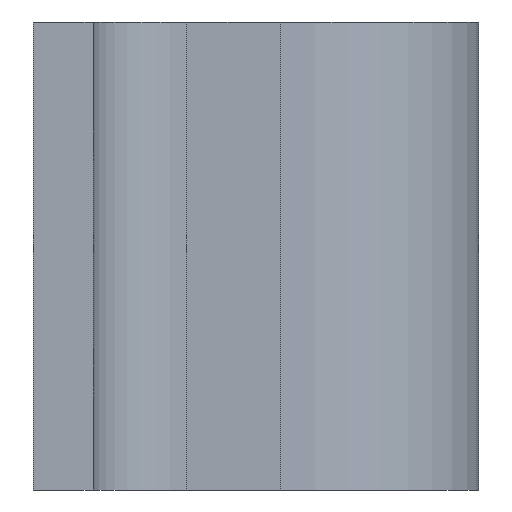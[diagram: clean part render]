
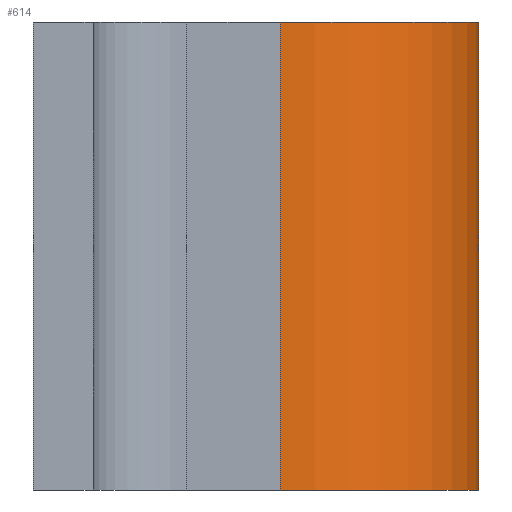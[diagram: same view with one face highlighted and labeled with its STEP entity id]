
A CAD part, left-side view. The second image highlights one B-rep face of the part: STEP entity #614.
In plain terms, the highlighted cylindrical face has radius 106 mm (diameter 212 mm), a partial arc.
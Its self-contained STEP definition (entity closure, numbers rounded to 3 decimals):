
#6 = CARTESIAN_POINT ( 'NONE',  ( 106., 0., 0. ) ) ;
#35 = ORIENTED_EDGE ( 'NONE', *, *, #47, .F. ) ;
#39 = DIRECTION ( 'NONE',  ( 0., 0., -1. ) ) ;
#43 = CARTESIAN_POINT ( 'NONE',  ( -106., 0., 250. ) ) ;
#47 = EDGE_CURVE ( 'NONE', #222, #202, #87, .T. ) ;
#69 = VERTEX_POINT ( 'NONE', #43 ) ;
#87 = LINE ( 'NONE', #742, #226 ) ;
#115 = EDGE_LOOP ( 'NONE', ( #129, #35, #179, #247 ) ) ;
#129 = ORIENTED_EDGE ( 'NONE', *, *, #308, .T. ) ;
#130 = FACE_OUTER_BOUND ( 'NONE', #115, .T. ) ;
#175 = VECTOR ( 'NONE', #313, 1000. ) ;
#177 = LINE ( 'NONE', #594, #175 ) ;
#179 = ORIENTED_EDGE ( 'NONE', *, *, #377, .F. ) ;
#191 = CARTESIAN_POINT ( 'NONE',  ( 0., 0., 250. ) ) ;
#202 = VERTEX_POINT ( 'NONE', #6 ) ;
#222 = VERTEX_POINT ( 'NONE', #526 ) ;
#226 = VECTOR ( 'NONE', #39, 1000. ) ;
#228 = AXIS2_PLACEMENT_3D ( 'NONE', #191, #702, #603 ) ;
#232 = EDGE_CURVE ( 'NONE', #69, #404, #177, .T. ) ;
#247 = ORIENTED_EDGE ( 'NONE', *, *, #232, .T. ) ;
#250 = DIRECTION ( 'NONE',  ( -1., 0., 0. ) ) ;
#251 = CIRCLE ( 'NONE', #679, 106. ) ;
#262 = CARTESIAN_POINT ( 'NONE',  ( -106., 0., 0. ) ) ;
#308 = EDGE_CURVE ( 'NONE', #404, #202, #599, .T. ) ;
#313 = DIRECTION ( 'NONE',  ( 0., 0., -1. ) ) ;
#377 = EDGE_CURVE ( 'NONE', #69, #222, #251, .T. ) ;
#404 = VERTEX_POINT ( 'NONE', #262 ) ;
#438 = CARTESIAN_POINT ( 'NONE',  ( 0., 0., 0. ) ) ;
#486 = CYLINDRICAL_SURFACE ( 'NONE', #228, 106. ) ;
#510 = AXIS2_PLACEMENT_3D ( 'NONE', #438, #662, #716 ) ;
#526 = CARTESIAN_POINT ( 'NONE',  ( 106., 0., 250. ) ) ;
#545 = DIRECTION ( 'NONE',  ( 0., 0., 1. ) ) ;
#557 = CARTESIAN_POINT ( 'NONE',  ( 0., 0., 250. ) ) ;
#594 = CARTESIAN_POINT ( 'NONE',  ( -106., 0., 250. ) ) ;
#599 = CIRCLE ( 'NONE', #510, 106. ) ;
#603 = DIRECTION ( 'NONE',  ( -1., 0., 0. ) ) ;
#614 = ADVANCED_FACE ( 'NONE', ( #130 ), #486, .T. ) ;
#662 = DIRECTION ( 'NONE',  ( 0., 0., 1. ) ) ;
#679 = AXIS2_PLACEMENT_3D ( 'NONE', #557, #545, #250 ) ;
#702 = DIRECTION ( 'NONE',  ( 0., 0., -1. ) ) ;
#716 = DIRECTION ( 'NONE',  ( -1., 0., 0. ) ) ;
#742 = CARTESIAN_POINT ( 'NONE',  ( 106., 0., 250. ) ) ;
